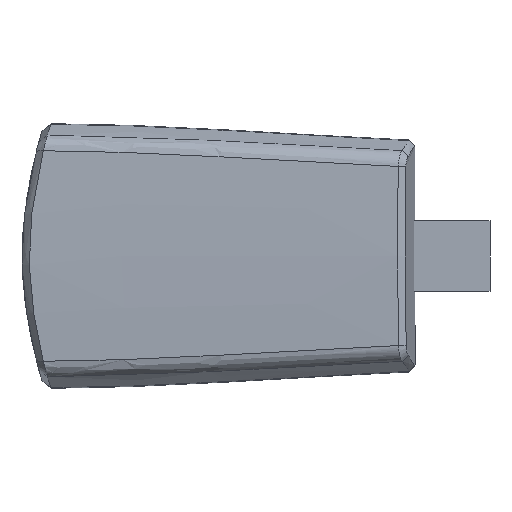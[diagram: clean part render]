
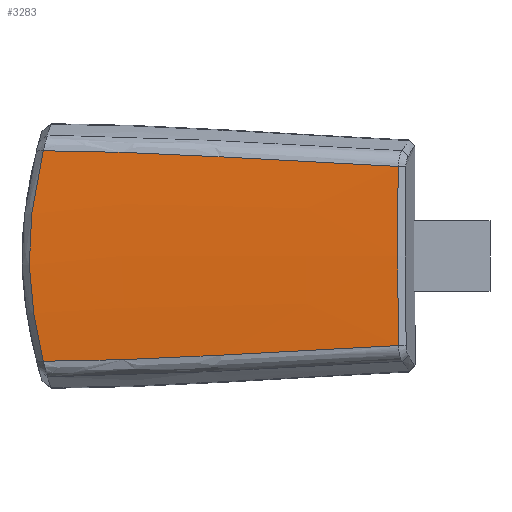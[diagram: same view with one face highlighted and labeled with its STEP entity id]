
A CAD part, front view. The second image highlights one B-rep face of the part: STEP entity #3283.
In plain terms, the highlighted free-form (B-spline) face has degree [3, 3] with [7, 7] control points.
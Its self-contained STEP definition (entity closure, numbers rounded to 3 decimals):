
#952=CARTESIAN_POINT('',(27.472,-9.206,-15.326));
#974=CARTESIAN_POINT('',(27.472,-9.206,-15.326));
#975=CARTESIAN_POINT('',(27.432,-9.302,-12.82));
#976=CARTESIAN_POINT('',(27.366,-9.45,-7.712));
#977=CARTESIAN_POINT('',(27.322,-9.525,
0.));
#978=CARTESIAN_POINT('',(27.337,-9.45,7.712));
#979=CARTESIAN_POINT('',(27.386,-9.302,12.82));
#980=CARTESIAN_POINT('',(27.419,-9.206,15.326));
#982=CARTESIAN_POINT('',(27.472,-9.206,-15.326));
#983=CARTESIAN_POINT('',(22.346,-9.197,-15.553));
#984=CARTESIAN_POINT('',(12.139,-9.173,-16.106));
#985=CARTESIAN_POINT('',(-3.063,-9.133,
-17.009));
#986=CARTESIAN_POINT('',(-18.178,-9.101,
-17.757));
#987=CARTESIAN_POINT('',(-28.262,-9.093,
-17.999));
#988=CARTESIAN_POINT('',(-33.321,-9.094,
-18.017));
#990=CARTESIAN_POINT('',(-33.324,-9.094,18.017));
#991=CARTESIAN_POINT('',(-34.047,-9.228,15.016));
#992=CARTESIAN_POINT('',(-35.259,-9.43,9.012));
#993=CARTESIAN_POINT('',(-35.995,-9.531,
0.));
#994=CARTESIAN_POINT('',(-35.258,-9.43,
-9.012));
#995=CARTESIAN_POINT('',(-34.045,-9.228,
-15.016));
#996=CARTESIAN_POINT('',(-33.321,-9.094,
-18.017));
#998=CARTESIAN_POINT('',(-33.324,-9.094,18.017));
#999=CARTESIAN_POINT('',(-28.27,-9.093,17.999));
#1000=CARTESIAN_POINT('',(-18.196,-9.101,
17.757));
#1001=CARTESIAN_POINT('',(-3.093,-9.133,
17.009));
#1002=CARTESIAN_POINT('',(12.097,-9.173,16.106));
#1003=CARTESIAN_POINT('',(22.297,-9.197,15.553));
#1004=CARTESIAN_POINT('',(27.419,-9.206,15.326));
#1263=VERTEX_POINT('',#952);
#1265=VERTEX_POINT('',#980);
#1285=VERTEX_POINT('',#988);
#1287=VERTEX_POINT('',#998);
#3226=CARTESIAN_POINT('',(28.09,-9.184,
-15.89));
#3227=CARTESIAN_POINT('',(28.05,-9.292,
-13.192));
#3228=CARTESIAN_POINT('',(27.99,-9.448,
-7.896));
#3229=CARTESIAN_POINT('',(27.95,-9.525,
0.));
#3230=CARTESIAN_POINT('',(27.96,-9.448,7.896));
#3231=CARTESIAN_POINT('',(28.003,-9.292,13.192));
#3232=CARTESIAN_POINT('',(28.035,-9.184,15.89));
#3233=CARTESIAN_POINT('',(22.78,-9.175,
-16.101));
#3234=CARTESIAN_POINT('',(22.692,-9.286,
-13.368));
#3235=CARTESIAN_POINT('',(22.554,-9.447,
-8.001));
#3236=CARTESIAN_POINT('',(22.47,-9.526,
0.));
#3237=CARTESIAN_POINT('',(22.526,-9.447,8.001));
#3238=CARTESIAN_POINT('',(22.648,-9.286,13.368));
#3239=CARTESIAN_POINT('',(22.728,-9.175,16.102));
#3240=CARTESIAN_POINT('',(12.399,-9.152,
-16.617));
#3241=CARTESIAN_POINT('',(12.207,-9.269,
-13.796));
#3242=CARTESIAN_POINT('',(11.9,-9.439,
-8.257));
#3243=CARTESIAN_POINT('',(11.718,-9.522,
0.));
#3244=CARTESIAN_POINT('',(11.877,-9.439,8.258));
#3245=CARTESIAN_POINT('',(12.17,-9.269,13.796));
#3246=CARTESIAN_POINT('',(12.355,-9.152,16.617));
#3247=CARTESIAN_POINT('',(-2.981,-9.115,
-17.455));
#3248=CARTESIAN_POINT('',(-3.353,-9.24,
-14.491));
#3249=CARTESIAN_POINT('',(-3.957,-9.423,
-8.674));
#3250=CARTESIAN_POINT('',(-4.314,-9.513,
0.));
#3251=CARTESIAN_POINT('',(-3.973,-9.423,
8.674));
#3252=CARTESIAN_POINT('',(-3.38,-9.24,
14.491));
#3253=CARTESIAN_POINT('',(-3.013,-9.115,
17.455));
#3254=CARTESIAN_POINT('',(-18.29,-9.084,
-18.147));
#3255=CARTESIAN_POINT('',(-18.864,-9.218,
-15.066));
#3256=CARTESIAN_POINT('',(-19.804,-9.414,
-9.018));
#3257=CARTESIAN_POINT('',(-20.362,-9.511,
0.));
#3258=CARTESIAN_POINT('',(-19.813,-9.414,
9.018));
#3259=CARTESIAN_POINT('',(-18.879,-9.218,
15.066));
#3260=CARTESIAN_POINT('',(-18.308,-9.084,
18.147));
#3261=CARTESIAN_POINT('',(-28.577,-9.077,
-18.365));
#3262=CARTESIAN_POINT('',(-29.284,-9.217,
-15.247));
#3263=CARTESIAN_POINT('',(-30.446,-9.421,
-9.126));
#3264=CARTESIAN_POINT('',(-31.137,-9.522,
0.));
#3265=CARTESIAN_POINT('',(-30.449,-9.421,
9.127));
#3266=CARTESIAN_POINT('',(-29.29,-9.217,
15.247));
#3267=CARTESIAN_POINT('',(-28.585,-9.077,
18.365));
#3268=CARTESIAN_POINT('',(-33.841,-9.078,
-18.372));
#3269=CARTESIAN_POINT('',(-34.611,-9.221,
-15.254));
#3270=CARTESIAN_POINT('',(-35.877,-9.43,
-9.13));
#3271=CARTESIAN_POINT('',(-36.63,-9.533,
0.));
#3272=CARTESIAN_POINT('',(-35.877,-9.43,
9.13));
#3273=CARTESIAN_POINT('',(-34.613,-9.221,
15.254));
#3274=CARTESIAN_POINT('',(-33.844,-9.078,
18.373));
#3275=B_SPLINE_SURFACE_WITH_KNOTS('',3,3,((#3226,#3227,#3228,#3229,#3230,#3231,
#3232),(#3233,#3234,#3235,#3236,#3237,#3238,#3239),(#3240,#3241,#3242,#3243,
#3244,#3245,#3246),(#3247,#3248,#3249,#3250,#3251,#3252,#3253),(#3254,#3255,
#3256,#3257,#3258,#3259,#3260),(#3261,#3262,#3263,#3264,#3265,#3266,#3267),(
#3268,#3269,#3270,#3271,#3272,#3273,#3274)),.UNSPECIFIED.,.F.,.F.,.F.,(4,1,1,1,
4),(4,1,1,1,4),(0.006,0.257,0.498,
0.74,0.991),(0.041,0.275,
0.5,0.725,0.959),.UNSPECIFIED.);
#3276=ORIENTED_EDGE('',*,*,#3217,.F.);
#3277=ORIENTED_EDGE('',*,*,#3142,.T.);
#3278=ORIENTED_EDGE('',*,*,#2216,.F.);
#3280=ORIENTED_EDGE('',*,*,#3279,.T.);
#3281=EDGE_LOOP('',(#3276,#3277,#3278,#3280));
#3282=FACE_OUTER_BOUND('',#3281,.F.);
#3283=ADVANCED_FACE('',(#3282),#3275,.F.);
#981=B_SPLINE_CURVE_WITH_KNOTS('',3,(#974,#975,#976,#977,#978,#979,#980),
.UNSPECIFIED.,.F.,.F.,(4,1,1,1,4),(0.,0.245,0.5,
0.755,1.),.UNSPECIFIED.);
#989=B_SPLINE_CURVE_WITH_KNOTS('',3,(#982,#983,#984,#985,#986,#987,#988),
.UNSPECIFIED.,.F.,.F.,(4,1,1,1,4),(0.,0.25,0.5,
0.75,1.),.UNSPECIFIED.);
#997=B_SPLINE_CURVE_WITH_KNOTS('',3,(#990,#991,#992,#993,#994,#995,#996),
.UNSPECIFIED.,.F.,.F.,(4,1,1,1,4),(0.,0.25,0.5,0.75,1.),
.UNSPECIFIED.);
#1005=B_SPLINE_CURVE_WITH_KNOTS('',3,(#998,#999,#1000,#1001,#1002,#1003,#1004),
.UNSPECIFIED.,.F.,.F.,(4,1,1,1,4),(0.,0.25,0.5,
0.75,1.),.UNSPECIFIED.);
#2216=EDGE_CURVE('',#1287,#1285,#997,.T.);
#3142=EDGE_CURVE('',#1263,#1285,#989,.T.);
#3217=EDGE_CURVE('',#1263,#1265,#981,.T.);
#3279=EDGE_CURVE('',#1287,#1265,#1005,.T.);
